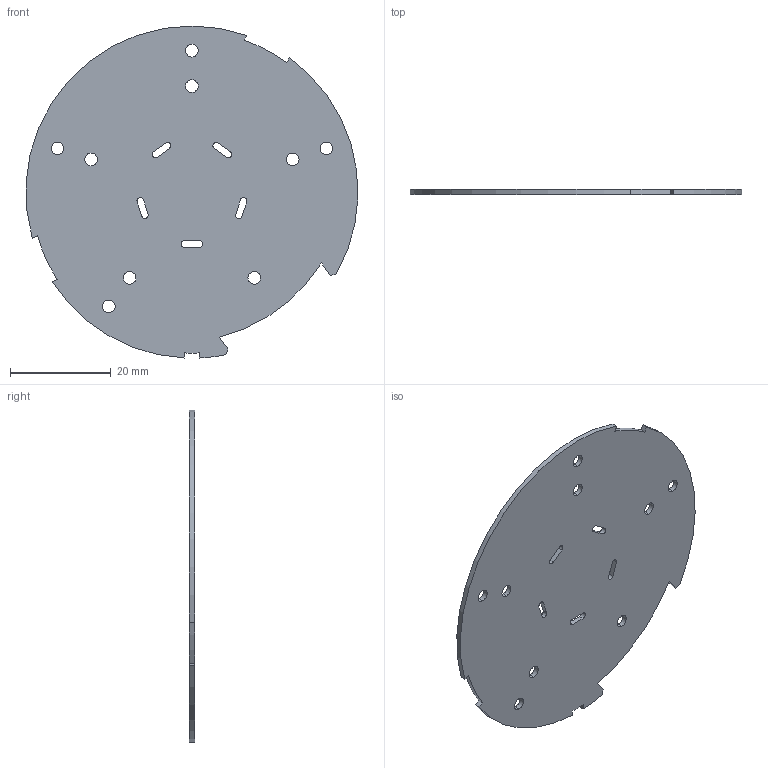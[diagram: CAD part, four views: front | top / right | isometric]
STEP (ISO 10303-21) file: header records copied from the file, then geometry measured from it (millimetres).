
FILE_DESCRIPTION (( 'STEP AP214' ), '1' );
FILE_NAME ('电池仓保护板_隔离板.STEP', '2023-01-08T13:16:30', ( '' ), ( '' ), 'SwSTEP 2.0', 'SolidWorks 2022', '' );
FILE_SCHEMA (( 'AUTOMOTIVE_DESIGN' ));
Length unit declared in the file: millimetre
Products named in the file (1): 电池仓保护板_隔离板
Bounding box: 65.73 x 1 x 65.77 mm (x, y, z)
Volume: 3205.2 mm3; surface area: 6750.7 mm2
Topology: 1 solids, 1 shells, 63 faces, 183 edges, 122 vertices
Faces by surface type: cylinder 41, plane 22
Entity records: 2209 total; most frequent: DIRECTION 393, CARTESIAN_POINT 369, ORIENTED_EDGE 366, EDGE_CURVE 183, AXIS2_PLACEMENT_3D 146, VERTEX_POINT 122, LINE 101, VECTOR 101
